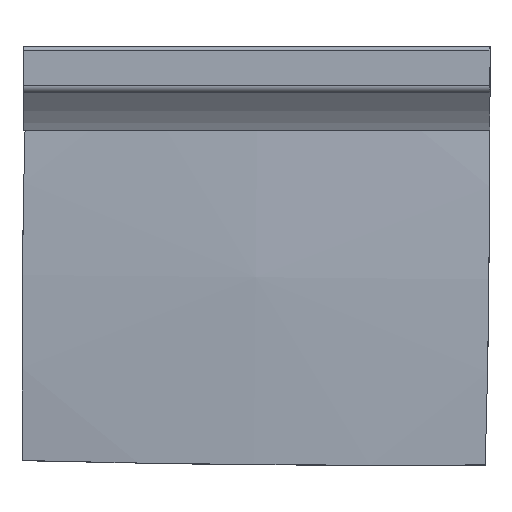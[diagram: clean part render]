
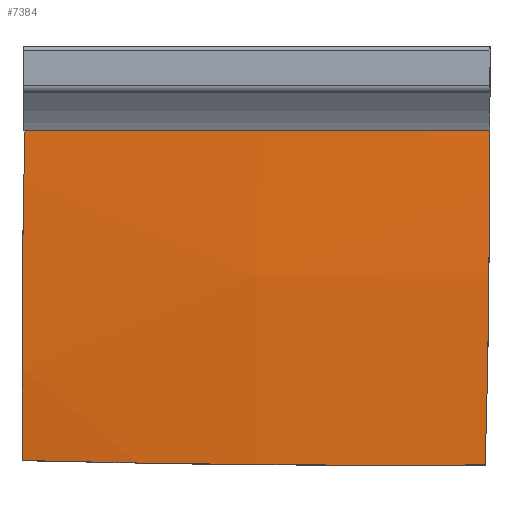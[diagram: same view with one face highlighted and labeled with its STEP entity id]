
A CAD part, top view. The second image highlights one B-rep face of the part: STEP entity #7384.
In plain terms, the highlighted free-form (B-spline) face has degree [2, 2] with [3, 3] control points.
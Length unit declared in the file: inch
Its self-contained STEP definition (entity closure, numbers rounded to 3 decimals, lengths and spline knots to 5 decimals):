
#348=(
BOUNDED_SURFACE()
B_SPLINE_SURFACE(2,2,((#11179,#11180,#11181),(#11182,#11183,#11184),(#11185,
#11186,#11187)),.UNSPECIFIED.,.F.,.F.,.F.)
B_SPLINE_SURFACE_WITH_KNOTS((3,3),(3,3),(-0.1311,0.),
(0.,0.16317),.UNSPECIFIED.)
GEOMETRIC_REPRESENTATION_ITEM()
RATIONAL_B_SPLINE_SURFACE(((1.,0.997,1.),(0.998,
0.995,0.998),(1.,0.997,1.)))
REPRESENTATION_ITEM('')
SURFACE()
);
#469=B_SPLINE_CURVE_WITH_KNOTS('',3,(#11126,#11127,#11128,#11129),
 .UNSPECIFIED.,.F.,.F.,(4,4),(-30.84218,0.),.UNSPECIFIED.);
#470=B_SPLINE_CURVE_WITH_KNOTS('',3,(#11131,#11132,#11133,#11134),
 .UNSPECIFIED.,.F.,.F.,(4,4),(-30.84219,0.),.UNSPECIFIED.);
#471=B_SPLINE_CURVE_WITH_KNOTS('',3,(#11143,#11144,#11145,#11146),
 .UNSPECIFIED.,.F.,.F.,(4,4),(-38.45521,0.),.UNSPECIFIED.);
#472=B_SPLINE_CURVE_WITH_KNOTS('',3,(#11147,#11148,#11149,#11150),
 .UNSPECIFIED.,.F.,.F.,(4,4),(-38.45522,0.),.UNSPECIFIED.);
#473=B_SPLINE_CURVE_WITH_KNOTS('',3,(#11157,#11158,#11159,#11160),
 .UNSPECIFIED.,.F.,.F.,(4,4),(-30.84218,0.),.UNSPECIFIED.);
#474=B_SPLINE_CURVE_WITH_KNOTS('',3,(#11161,#11162,#11163,#11164),
 .UNSPECIFIED.,.F.,.F.,(4,4),(-30.84219,0.),.UNSPECIFIED.);
#475=B_SPLINE_CURVE_WITH_KNOTS('',3,(#11170,#11171,#11172,#11173),
 .UNSPECIFIED.,.F.,.F.,(4,4),(-38.45521,0.),.UNSPECIFIED.);
#476=B_SPLINE_CURVE_WITH_KNOTS('',3,(#11174,#11175,#11176,#11177),
 .UNSPECIFIED.,.F.,.F.,(4,4),(-38.45522,0.),.UNSPECIFIED.);
#986=FACE_OUTER_BOUND('',#1550,.T.);
#1550=EDGE_LOOP('',(#5029,#5030,#5031,#5032,#5033,#5034,#5035,#5036));
#3237=VERTEX_POINT('',#11124);
#3238=VERTEX_POINT('',#11125);
#3239=VERTEX_POINT('',#11130);
#3242=VERTEX_POINT('',#11141);
#3243=VERTEX_POINT('',#11142);
#3245=VERTEX_POINT('',#11155);
#3246=VERTEX_POINT('',#11156);
#3248=VERTEX_POINT('',#11169);
#3878=EDGE_CURVE('',#3237,#3238,#469,.T.);
#3879=EDGE_CURVE('',#3239,#3237,#470,.T.);
#3883=EDGE_CURVE('',#3242,#3243,#471,.T.);
#3884=EDGE_CURVE('',#3238,#3242,#472,.T.);
#3887=EDGE_CURVE('',#3245,#3246,#473,.T.);
#3888=EDGE_CURVE('',#3243,#3245,#474,.T.);
#3891=EDGE_CURVE('',#3248,#3239,#475,.T.);
#3892=EDGE_CURVE('',#3246,#3248,#476,.T.);
#5029=ORIENTED_EDGE('',*,*,#3883,.T.);
#5030=ORIENTED_EDGE('',*,*,#3888,.T.);
#5031=ORIENTED_EDGE('',*,*,#3887,.T.);
#5032=ORIENTED_EDGE('',*,*,#3892,.T.);
#5033=ORIENTED_EDGE('',*,*,#3891,.T.);
#5034=ORIENTED_EDGE('',*,*,#3879,.T.);
#5035=ORIENTED_EDGE('',*,*,#3878,.T.);
#5036=ORIENTED_EDGE('',*,*,#3884,.T.);
#7384=ADVANCED_FACE('',(#986),#348,.T.);
#11124=CARTESIAN_POINT('',(15.25,0.,4.));
#11125=CARTESIAN_POINT('',(15.12747,12.12698,3.51802));
#11126=CARTESIAN_POINT('Ctrl Pts',(15.25,0.,
4.));
#11127=CARTESIAN_POINT('Ctrl Pts',(15.25,4.04753,4.));
#11128=CARTESIAN_POINT('Ctrl Pts',(15.209,8.09304,3.83921));
#11129=CARTESIAN_POINT('Ctrl Pts',(15.12747,12.12698,3.51802));
#11130=CARTESIAN_POINT('',(15.12747,-12.12698,3.51802));
#11131=CARTESIAN_POINT('Ctrl Pts',(15.12747,-12.12698,3.51802));
#11132=CARTESIAN_POINT('Ctrl Pts',(15.209,-8.09304,3.83921));
#11133=CARTESIAN_POINT('Ctrl Pts',(15.25,-4.04753,4.));
#11134=CARTESIAN_POINT('Ctrl Pts',(15.25,0.,
4.));
#11141=CARTESIAN_POINT('',(0.,12.25,4.));
#11142=CARTESIAN_POINT('',(-15.12747,12.12698,3.51802));
#11143=CARTESIAN_POINT('Ctrl Pts',(0.,12.25,
4.));
#11144=CARTESIAN_POINT('Ctrl Pts',(-5.04662,12.25,4.));
#11145=CARTESIAN_POINT('Ctrl Pts',(-10.09176,12.20889,3.83927));
#11146=CARTESIAN_POINT('Ctrl Pts',(-15.12747,12.12698,3.51802));
#11147=CARTESIAN_POINT('Ctrl Pts',(15.12747,12.12698,3.51802));
#11148=CARTESIAN_POINT('Ctrl Pts',(10.09176,12.20889,3.83927));
#11149=CARTESIAN_POINT('Ctrl Pts',(5.04662,12.25,4.));
#11150=CARTESIAN_POINT('Ctrl Pts',(0.,12.25,
4.));
#11155=CARTESIAN_POINT('',(-15.25,0.,4.));
#11156=CARTESIAN_POINT('',(-15.12747,-12.12698,3.51802));
#11157=CARTESIAN_POINT('Ctrl Pts',(-15.25,0.,
4.));
#11158=CARTESIAN_POINT('Ctrl Pts',(-15.25,-4.04753,
4.));
#11159=CARTESIAN_POINT('Ctrl Pts',(-15.209,-8.09304,
3.83921));
#11160=CARTESIAN_POINT('Ctrl Pts',(-15.12747,-12.12698,
3.51802));
#11161=CARTESIAN_POINT('Ctrl Pts',(-15.12747,12.12698,3.51802));
#11162=CARTESIAN_POINT('Ctrl Pts',(-15.209,8.09304,3.83921));
#11163=CARTESIAN_POINT('Ctrl Pts',(-15.25,4.04753,4.));
#11164=CARTESIAN_POINT('Ctrl Pts',(-15.25,0.,
4.));
#11169=CARTESIAN_POINT('',(0.,-12.25,4.));
#11170=CARTESIAN_POINT('Ctrl Pts',(0.,-12.25,
4.));
#11171=CARTESIAN_POINT('Ctrl Pts',(5.04662,-12.25,4.));
#11172=CARTESIAN_POINT('Ctrl Pts',(10.09176,-12.20889,3.83927));
#11173=CARTESIAN_POINT('Ctrl Pts',(15.12747,-12.12698,3.51802));
#11174=CARTESIAN_POINT('Ctrl Pts',(-15.12747,-12.12698,
3.51802));
#11175=CARTESIAN_POINT('Ctrl Pts',(-10.09176,-12.20889,
3.83927));
#11176=CARTESIAN_POINT('Ctrl Pts',(-5.04662,-12.25,
4.));
#11177=CARTESIAN_POINT('Ctrl Pts',(0.,-12.25,
4.));
#11179=CARTESIAN_POINT('Ctrl Pts',(15.25,12.25,3.5));
#11180=CARTESIAN_POINT('Ctrl Pts',(15.25,0.,
4.50167));
#11181=CARTESIAN_POINT('Ctrl Pts',(15.25,-12.25,3.5));
#11182=CARTESIAN_POINT('Ctrl Pts',(0.,12.25,4.50108));
#11183=CARTESIAN_POINT('Ctrl Pts',(0.,-0.08186,
5.50274));
#11184=CARTESIAN_POINT('Ctrl Pts',(0.,-12.41263,
4.48778));
#11185=CARTESIAN_POINT('Ctrl Pts',(-15.25,12.25,3.5));
#11186=CARTESIAN_POINT('Ctrl Pts',(-15.25,0.,
4.50167));
#11187=CARTESIAN_POINT('Ctrl Pts',(-15.25,-12.25,
3.5));
